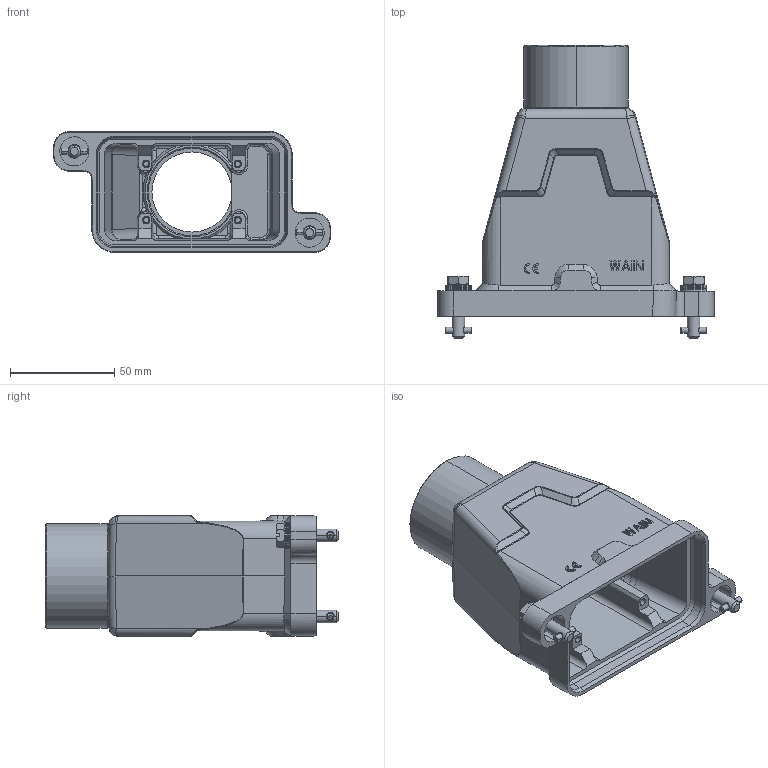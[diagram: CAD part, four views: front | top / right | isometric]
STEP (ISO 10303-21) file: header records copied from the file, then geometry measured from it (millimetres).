
FILE_DESCRIPTION(/* description */ (''),/* implementation_level */ '2;1');
FILE_NAME(/* name */ '3D_1136064405105_HP6B_H-TEH-2T-M40B_V1.1.STP',/* time_stamp */ '2024-01-03T19:58:55+08:00',/* author */ (''),/* organization */ (''),/* preprocessor_version */ 'ST-DEVELOPER v18.1',/* originating_system */ 'SIEMENS PLM Software NX 1980',/* authorisation */ '');
FILE_SCHEMA (('AP203_CONFIGURATION_CONTROLLED_3D_DESIGN_OF_MECHANICAL_PARTS_AND_ASSEMBLIES_MIM_LF { 1 0 10303 403 2 1 2}'));
Length unit declared in the file: millimetre
Products named in the file (1): temp
Bounding box: 133 x 140.95 x 58 mm (x, y, z)
Volume: 182067.1 mm3; surface area: 72016.7 mm2
Topology: 3 solids, 7 shells, 802 faces, 2126 edges, 1367 vertices
Faces by surface type: plane 404, cylinder 216, cone 78, bspline 62, torus 34, sphere 8
Entity records: 32190 total; most frequent: CARTESIAN_POINT 13976, ORIENTED_EDGE 4252, DIRECTION 3023, EDGE_CURVE 2126, VERTEX_POINT 1367, AXIS2_PLACEMENT_3D 1022, LINE 979, VECTOR 979
